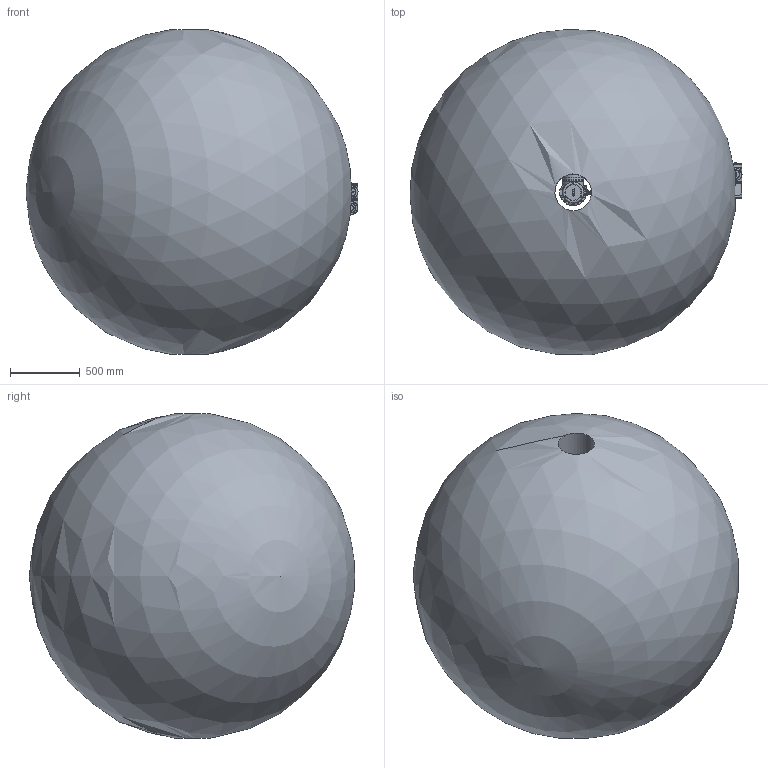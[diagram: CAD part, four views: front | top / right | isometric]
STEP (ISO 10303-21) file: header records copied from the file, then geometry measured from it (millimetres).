
FILE_DESCRIPTION (( 'STEP AP214' ), '1' );
FILE_NAME ('Pro 12.STEP', '2022-06-07T08:47:21', ( '' ), ( '' ), 'SwSTEP 2.0', 'SolidWorks 2016', '' );
FILE_SCHEMA (( 'AUTOMOTIVE_DESIGN' ));
Length unit declared in the file: millimetre
Products named in the file (9): Pro 12 04; Pro 12 Working Space; Pro 12 06; Pro 12 02; Pro 12 00; Pro 12 01; Pro 12 03; Pro 12; Pro 12 05
Assembly tree (8 placements, depth 2):
  Pro 12
    Pro 12 00
    Pro 12 01
    Pro 12 02
    Pro 12 03
    Pro 12 04
    Pro 12 05
    Pro 12 06
    Pro 12 Working Space
Bounding box: 2387.37 x 2338.58 x 2333.01 mm (x, y, z)
Volume: 6657271999.6 mm3; surface area: 20395989.2 mm2
Topology: 14 solids, 17 shells, 1718 faces, 4320 edges, 2775 vertices
Faces by surface type: plane 934, cylinder 362, bspline 312, torus 77, cone 31, sphere 2
Full cylindrical faces by diameter (mm): 0.8 x8, 0.9 x9, 3 x2, 3.2 x3, 4.2 x1, 4.8 x2, 5 x4, 5.8 x1, 6 x1, 8 x33, 8.7 x1, 9 x6, 9.58 x1, 10.4 x1, 12 x3, 12.2 x1, 12.7 x2, 14 x3, 14.35 x1, 14.65 x1, 15 x5, 18 x2, 19 x2, 24.8 x1, 30 x1, 31.5 x1, 63 x1, 67 x1, 67.02 x1, 89.341 x1
Entity records: 80303 total; most frequent: CARTESIAN_POINT 41109, ORIENTED_EDGE 7912, DIRECTION 6607, EDGE_CURVE 3956, VERTEX_POINT 2660, VECTOR 2467, LINE 2467, EDGE_LOOP 2148
